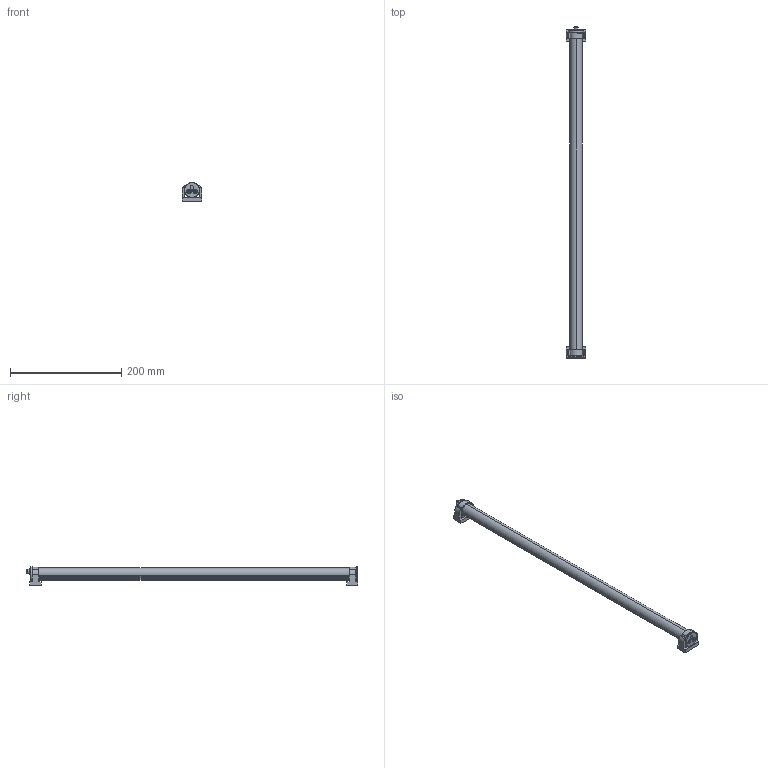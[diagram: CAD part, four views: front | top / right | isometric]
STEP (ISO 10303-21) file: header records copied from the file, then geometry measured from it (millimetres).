
FILE_DESCRIPTION(('CATIA V5 STEP Exchange','CAx-IF Rec.Pracs.--- Model Styling and Organization---1.4--- 2014-01-23'),'2;1');
FILE_NAME ('1483053-1_0', '2022-11-08T06:14:13+00:00', ('none'), ('Weidmueller'), 'CATIA Version 5-6 Release 2016 SP3 HF44', 'CATIA V5 STEP AP214', 'none');
FILE_SCHEMA(('AUTOMOTIVE_DESIGN { 1 0 10303 214 1 1 1 1 }'));
Length unit declared in the file: millimetre
Products named in the file (1): 2899770000
Bounding box: 35 x 596.52 x 34.07 mm (x, y, z)
Volume: 229708.5 mm3; surface area: 59284.7 mm2
Topology: 4 solids, 4 shells, 617 faces, 1869 edges, 1244 vertices
Faces by surface type: cylinder 237, cone 170, plane 151, bspline 39, sphere 16, torus 4
Entity records: 24420 total; most frequent: CARTESIAN_POINT 9381, ORIENTED_EDGE 3706, DIRECTION 2213, EDGE_CURVE 1853, VERTEX_POINT 1244, AXIS2_PLACEMENT_3D 1041, B_SPLINE_CURVE_WITH_KNOTS 752, EDGE_LOOP 643
